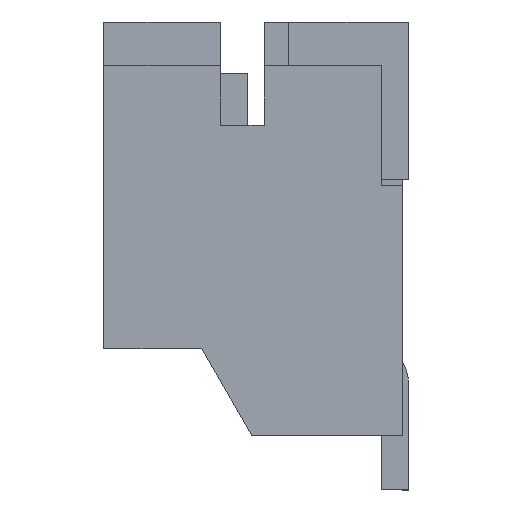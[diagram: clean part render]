
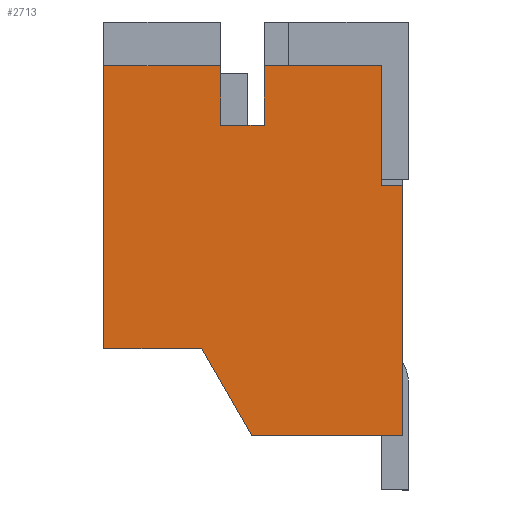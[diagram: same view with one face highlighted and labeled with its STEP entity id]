
A CAD part, left-side view. The second image highlights one B-rep face of the part: STEP entity #2713.
In plain terms, the highlighted planar face has unit normal (-1, 0, 0).
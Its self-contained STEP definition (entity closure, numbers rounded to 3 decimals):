
#985 = VERTEX_POINT ( 'NONE', #5066 ) ;
#1528 = ORIENTED_EDGE ( 'NONE', *, *, #2217, .F. ) ;
#2071 = ORIENTED_EDGE ( 'NONE', *, *, #2076, .T. ) ;
#2076 = EDGE_CURVE ( 'NONE', #985, #2078, #8541, .T. ) ;
#2078 = VERTEX_POINT ( 'NONE', #8537 ) ;
#2192 = EDGE_CURVE ( 'NONE', #2234, #2715, #8901, .T. ) ;
#2213 = ORIENTED_EDGE ( 'NONE', *, *, #2214, .T. ) ;
#2214 = EDGE_CURVE ( 'NONE', #2225, #2216, #9026, .T. ) ;
#2216 = VERTEX_POINT ( 'NONE', #9018 ) ;
#2217 = EDGE_CURVE ( 'NONE', #2222, #2078, #9017, .T. ) ;
#2222 = VERTEX_POINT ( 'NONE', #9052 ) ;
#2224 = ORIENTED_EDGE ( 'NONE', *, *, #2230, .T. ) ;
#2225 = VERTEX_POINT ( 'NONE', #9051 ) ;
#2230 = EDGE_CURVE ( 'NONE', #2222, #2225, #9045, .T. ) ;
#2233 = EDGE_CURVE ( 'NONE', #2216, #2234, #9073, .T. ) ;
#2234 = VERTEX_POINT ( 'NONE', #9069 ) ;
#2248 = ORIENTED_EDGE ( 'NONE', *, *, #2192, .T. ) ;
#2265 = ORIENTED_EDGE ( 'NONE', *, *, #2233, .T. ) ;
#2713 = ADVANCED_FACE ( 'NONE', ( #10117 ), #10161, .F. ) ;
#2714 = EDGE_LOOP ( 'NONE', ( #2818, #2821, #2823, #2824, #2827, #2830, #2071, #1528, #2224, #2213, #2265, #2248 ) ) ;
#2715 = VERTEX_POINT ( 'NONE', #10156 ) ;
#2724 = VERTEX_POINT ( 'NONE', #10195 ) ;
#2726 = EDGE_CURVE ( 'NONE', #2727, #2724, #10194, .T. ) ;
#2727 = VERTEX_POINT ( 'NONE', #10190 ) ;
#2818 = ORIENTED_EDGE ( 'NONE', *, *, #2819, .T. ) ;
#2819 = EDGE_CURVE ( 'NONE', #2715, #2820, #10323, .T. ) ;
#2820 = VERTEX_POINT ( 'NONE', #10319 ) ;
#2821 = ORIENTED_EDGE ( 'NONE', *, *, #2822, .T. ) ;
#2822 = EDGE_CURVE ( 'NONE', #2820, #2727, #10386, .T. ) ;
#2823 = ORIENTED_EDGE ( 'NONE', *, *, #2726, .T. ) ;
#2824 = ORIENTED_EDGE ( 'NONE', *, *, #2825, .T. ) ;
#2825 = EDGE_CURVE ( 'NONE', #2724, #2826, #10382, .T. ) ;
#2826 = VERTEX_POINT ( 'NONE', #10378 ) ;
#2827 = ORIENTED_EDGE ( 'NONE', *, *, #2828, .T. ) ;
#2828 = EDGE_CURVE ( 'NONE', #2826, #2829, #10377, .T. ) ;
#2829 = VERTEX_POINT ( 'NONE', #10373 ) ;
#2830 = ORIENTED_EDGE ( 'NONE', *, *, #2831, .T. ) ;
#2831 = EDGE_CURVE ( 'NONE', #2829, #985, #10372, .T. ) ;
#5066 = CARTESIAN_POINT ( 'NONE',  ( 15.95, 3.35, 16.2 ) ) ;
#8537 = CARTESIAN_POINT ( 'NONE',  ( 15.95, 5.5, 16.2 ) ) ;
#8538 = DIRECTION ( 'NONE',  ( 0., 1., 0. ) ) ;
#8539 = VECTOR ( 'NONE', #8538, 1000. ) ;
#8540 = CARTESIAN_POINT ( 'NONE',  ( 15.95, 0., 16.2 ) ) ;
#8541 = LINE ( 'NONE', #8540, #8539 ) ;
#8898 = DIRECTION ( 'NONE',  ( 0., 0., 1. ) ) ;
#8899 = VECTOR ( 'NONE', #8898, 1000. ) ;
#8900 = CARTESIAN_POINT ( 'NONE',  ( 15.95, 0., 17. ) ) ;
#8901 = LINE ( 'NONE', #8900, #8899 ) ;
#9014 = DIRECTION ( 'NONE',  ( 0., 0., 1. ) ) ;
#9015 = VECTOR ( 'NONE', #9014, 1000. ) ;
#9016 = CARTESIAN_POINT ( 'NONE',  ( 15.95, 5.5, 17. ) ) ;
#9017 = LINE ( 'NONE', #9016, #9015 ) ;
#9018 = CARTESIAN_POINT ( 'NONE',  ( 15.95, 2.776, 9.4 ) ) ;
#9023 = DIRECTION ( 'NONE',  ( 0., -0.5, -0.866 ) ) ;
#9024 = VECTOR ( 'NONE', #9023, 1000. ) ;
#9025 = CARTESIAN_POINT ( 'NONE',  ( 15.95, 2.776, 9.4 ) ) ;
#9026 = LINE ( 'NONE', #9025, #9024 ) ;
#9042 = DIRECTION ( 'NONE',  ( 0., -1., 0. ) ) ;
#9043 = VECTOR ( 'NONE', #9042, 1000. ) ;
#9044 = CARTESIAN_POINT ( 'NONE',  ( 15.95, 3.7, 11. ) ) ;
#9045 = LINE ( 'NONE', #9044, #9043 ) ;
#9051 = CARTESIAN_POINT ( 'NONE',  ( 15.95, 3.7, 11. ) ) ;
#9052 = CARTESIAN_POINT ( 'NONE',  ( 15.95, 5.5, 11. ) ) ;
#9069 = CARTESIAN_POINT ( 'NONE',  ( 15.95, 0., 9.4 ) ) ;
#9070 = DIRECTION ( 'NONE',  ( 0., -1., 0. ) ) ;
#9071 = VECTOR ( 'NONE', #9070, 1000. ) ;
#9072 = CARTESIAN_POINT ( 'NONE',  ( 15.95, 5.5, 9.4 ) ) ;
#9073 = LINE ( 'NONE', #9072, #9071 ) ;
#10117 = FACE_OUTER_BOUND ( 'NONE', #2714, .T. ) ;
#10156 = CARTESIAN_POINT ( 'NONE',  ( 15.95, 0., 14. ) ) ;
#10157 = DIRECTION ( 'NONE',  ( 0., 1., 0. ) ) ;
#10158 = DIRECTION ( 'NONE',  ( 1., 0., 0. ) ) ;
#10159 = CARTESIAN_POINT ( 'NONE',  ( 15.95, 5.5, 17. ) ) ;
#10160 = AXIS2_PLACEMENT_3D ( 'NONE', #10159, #10158, #10157 ) ;
#10161 = PLANE ( 'NONE',  #10160 ) ;
#10190 = CARTESIAN_POINT ( 'NONE',  ( 15.95, 0.4, 16.2 ) ) ;
#10191 = DIRECTION ( 'NONE',  ( 0., 1., 0. ) ) ;
#10192 = VECTOR ( 'NONE', #10191, 1000. ) ;
#10193 = CARTESIAN_POINT ( 'NONE',  ( 15.95, 0., 16.2 ) ) ;
#10194 = LINE ( 'NONE', #10193, #10192 ) ;
#10195 = CARTESIAN_POINT ( 'NONE',  ( 15.95, 2.55, 16.2 ) ) ;
#10319 = CARTESIAN_POINT ( 'NONE',  ( 15.95, 0.4, 14. ) ) ;
#10320 = DIRECTION ( 'NONE',  ( 0., 1., 0. ) ) ;
#10321 = VECTOR ( 'NONE', #10320, 1000. ) ;
#10322 = CARTESIAN_POINT ( 'NONE',  ( 15.95, 0., 14. ) ) ;
#10323 = LINE ( 'NONE', #10322, #10321 ) ;
#10369 = DIRECTION ( 'NONE',  ( 0., 0., 1. ) ) ;
#10370 = VECTOR ( 'NONE', #10369, 1000. ) ;
#10371 = CARTESIAN_POINT ( 'NONE',  ( 15.95, 3.35, 17. ) ) ;
#10372 = LINE ( 'NONE', #10371, #10370 ) ;
#10373 = CARTESIAN_POINT ( 'NONE',  ( 15.95, 3.35, 15.1 ) ) ;
#10374 = DIRECTION ( 'NONE',  ( 0., 1., 0. ) ) ;
#10375 = VECTOR ( 'NONE', #10374, 1000. ) ;
#10376 = CARTESIAN_POINT ( 'NONE',  ( 15.95, 2.55, 15.1 ) ) ;
#10377 = LINE ( 'NONE', #10376, #10375 ) ;
#10378 = CARTESIAN_POINT ( 'NONE',  ( 15.95, 2.55, 15.1 ) ) ;
#10379 = DIRECTION ( 'NONE',  ( 0., 0., -1. ) ) ;
#10380 = VECTOR ( 'NONE', #10379, 1000. ) ;
#10381 = CARTESIAN_POINT ( 'NONE',  ( 15.95, 2.55, 17. ) ) ;
#10382 = LINE ( 'NONE', #10381, #10380 ) ;
#10383 = DIRECTION ( 'NONE',  ( 0., 0., 1. ) ) ;
#10384 = VECTOR ( 'NONE', #10383, 1000. ) ;
#10385 = CARTESIAN_POINT ( 'NONE',  ( 15.95, 0.4, 17. ) ) ;
#10386 = LINE ( 'NONE', #10385, #10384 ) ;
